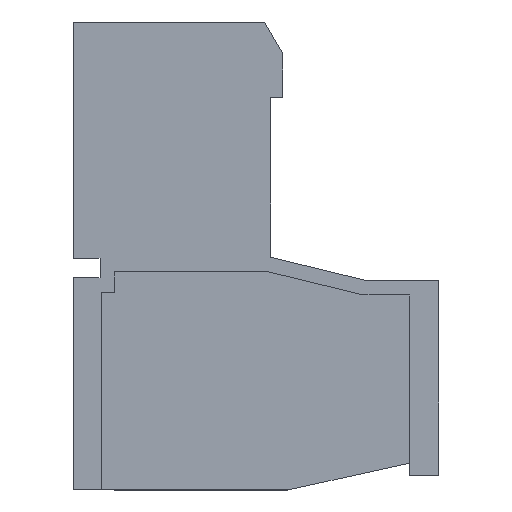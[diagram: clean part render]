
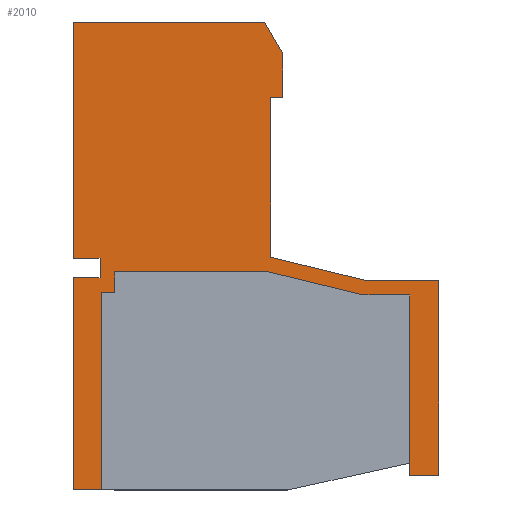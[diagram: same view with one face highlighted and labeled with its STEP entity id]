
A CAD part, left-side view. The second image highlights one B-rep face of the part: STEP entity #2010.
In plain terms, the highlighted planar face has unit normal (-1, 0, 0).
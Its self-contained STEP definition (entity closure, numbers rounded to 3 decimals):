
#2010 = ADVANCED_FACE( '', ( #4074 ), #4075, .F. );
#4074 = FACE_OUTER_BOUND( '', #6202, .T. );
#4075 = PLANE( '', #6203 );
#6202 = EDGE_LOOP( '', ( #11641, #11642, #11643, #11644, #11645, #11646, #11647, #11648, #11649, #11650, #11651, #11652, #11653, #11654, #11655, #11656, #11657, #11658, #11659, #11660, #11661, #11662 ) );
#6203 = AXIS2_PLACEMENT_3D( '', #11663, #11664, #11665 );
#11641 = ORIENTED_EDGE( '', *, *, #14755, .T. );
#11642 = ORIENTED_EDGE( '', *, *, #12996, .T. );
#11643 = ORIENTED_EDGE( '', *, *, #14383, .T. );
#11644 = ORIENTED_EDGE( '', *, *, #14990, .T. );
#11645 = ORIENTED_EDGE( '', *, *, #13867, .T. );
#11646 = ORIENTED_EDGE( '', *, *, #14991, .T. );
#11647 = ORIENTED_EDGE( '', *, *, #14574, .T. );
#11648 = ORIENTED_EDGE( '', *, *, #14406, .T. );
#11649 = ORIENTED_EDGE( '', *, *, #12882, .T. );
#11650 = ORIENTED_EDGE( '', *, *, #14359, .T. );
#11651 = ORIENTED_EDGE( '', *, *, #14129, .T. );
#11652 = ORIENTED_EDGE( '', *, *, #13586, .T. );
#11653 = ORIENTED_EDGE( '', *, *, #14780, .T. );
#11654 = ORIENTED_EDGE( '', *, *, #14645, .T. );
#11655 = ORIENTED_EDGE( '', *, *, #14235, .T. );
#11656 = ORIENTED_EDGE( '', *, *, #12749, .T. );
#11657 = ORIENTED_EDGE( '', *, *, #12941, .T. );
#11658 = ORIENTED_EDGE( '', *, *, #14992, .T. );
#11659 = ORIENTED_EDGE( '', *, *, #14993, .T. );
#11660 = ORIENTED_EDGE( '', *, *, #14994, .T. );
#11661 = ORIENTED_EDGE( '', *, *, #14165, .T. );
#11662 = ORIENTED_EDGE( '', *, *, #14037, .T. );
#11663 = CARTESIAN_POINT( '', ( -22.81, 0., 0. ) );
#11664 = DIRECTION( '', ( 1., 0., 0. ) );
#11665 = DIRECTION( '', ( 0., 0., -1. ) );
#12749 = EDGE_CURVE( '', #15169, #15170, #15171, .T. );
#12882 = EDGE_CURVE( '', #15413, #15414, #15415, .T. );
#12941 = EDGE_CURVE( '', #15170, #15519, #15521, .T. );
#12996 = EDGE_CURVE( '', #15626, #15624, #15627, .T. );
#13586 = EDGE_CURVE( '', #16635, #16636, #16637, .T. );
#13867 = EDGE_CURVE( '', #17079, #17080, #17081, .T. );
#14037 = EDGE_CURVE( '', #17346, #17347, #17348, .T. );
#14129 = EDGE_CURVE( '', #17477, #16635, #17478, .T. );
#14165 = EDGE_CURVE( '', #17525, #17346, #17526, .T. );
#14235 = EDGE_CURVE( '', #17623, #15169, #17624, .T. );
#14359 = EDGE_CURVE( '', #15414, #17477, #17799, .T. );
#14383 = EDGE_CURVE( '', #15624, #17832, #17833, .T. );
#14406 = EDGE_CURVE( '', #17864, #15413, #17865, .T. );
#14574 = EDGE_CURVE( '', #18089, #17864, #18090, .T. );
#14645 = EDGE_CURVE( '', #18175, #17623, #18176, .T. );
#14755 = EDGE_CURVE( '', #17347, #15626, #18309, .T. );
#14780 = EDGE_CURVE( '', #16636, #18175, #18337, .T. );
#14990 = EDGE_CURVE( '', #17832, #17079, #18571, .T. );
#14991 = EDGE_CURVE( '', #17080, #18089, #18572, .T. );
#14992 = EDGE_CURVE( '', #15519, #18573, #18574, .T. );
#14993 = EDGE_CURVE( '', #18573, #18575, #18576, .T. );
#14994 = EDGE_CURVE( '', #18575, #17525, #18577, .T. );
#15169 = VERTEX_POINT( '', #18759 );
#15170 = VERTEX_POINT( '', #18760 );
#15171 = LINE( '', #18761, #18762 );
#15413 = VERTEX_POINT( '', #19111 );
#15414 = VERTEX_POINT( '', #19112 );
#15415 = LINE( '', #19113, #19114 );
#15519 = VERTEX_POINT( '', #19266 );
#15521 = LINE( '', #19269, #19270 );
#15624 = VERTEX_POINT( '', #19418 );
#15626 = VERTEX_POINT( '', #19421 );
#15627 = LINE( '', #19422, #19423 );
#16635 = VERTEX_POINT( '', #20891 );
#16636 = VERTEX_POINT( '', #20892 );
#16637 = LINE( '', #20893, #20894 );
#17079 = VERTEX_POINT( '', #21542 );
#17080 = VERTEX_POINT( '', #21543 );
#17081 = LINE( '', #21544, #21545 );
#17346 = VERTEX_POINT( '', #21941 );
#17347 = VERTEX_POINT( '', #21942 );
#17348 = LINE( '', #21943, #21944 );
#17477 = VERTEX_POINT( '', #22132 );
#17478 = LINE( '', #22133, #22134 );
#17525 = VERTEX_POINT( '', #22203 );
#17526 = LINE( '', #22204, #22205 );
#17623 = VERTEX_POINT( '', #22347 );
#17624 = LINE( '', #22348, #22349 );
#17799 = LINE( '', #22622, #22623 );
#17832 = VERTEX_POINT( '', #22671 );
#17833 = LINE( '', #22672, #22673 );
#17864 = VERTEX_POINT( '', #22719 );
#17865 = LINE( '', #22720, #22721 );
#18089 = VERTEX_POINT( '', #23044 );
#18090 = LINE( '', #23045, #23046 );
#18175 = VERTEX_POINT( '', #23165 );
#18176 = LINE( '', #23166, #23167 );
#18309 = LINE( '', #23370, #23371 );
#18337 = LINE( '', #23412, #23413 );
#18571 = LINE( '', #23755, #23756 );
#18572 = LINE( '', #23757, #23758 );
#18573 = VERTEX_POINT( '', #23759 );
#18574 = LINE( '', #23760, #23761 );
#18575 = VERTEX_POINT( '', #23762 );
#18576 = LINE( '', #23763, #23764 );
#18577 = LINE( '', #23765, #23766 );
#18759 = CARTESIAN_POINT( '', ( -22.81, 3.925, -0.85 ) );
#18760 = CARTESIAN_POINT( '', ( -22.81, 3.925, -9.55 ) );
#18761 = CARTESIAN_POINT( '', ( -22.81, 3.925, -0.85 ) );
#18762 = VECTOR( '', #24004, 1000. );
#19111 = CARTESIAN_POINT( '', ( -22.81, -4.675, 6.55 ) );
#19112 = CARTESIAN_POINT( '', ( -22.81, -4.675, 8.35 ) );
#19113 = CARTESIAN_POINT( '', ( -22.81, -4.675, 6.55 ) );
#19114 = VECTOR( '', #24127, 1000. );
#19266 = CARTESIAN_POINT( '', ( -22.81, 2.775, -9.55 ) );
#19269 = CARTESIAN_POINT( '', ( -22.81, 3.925, -9.55 ) );
#19270 = VECTOR( '', #24177, 1000. );
#19418 = CARTESIAN_POINT( '', ( -22.81, -9.875, -8.95 ) );
#19421 = CARTESIAN_POINT( '', ( -22.81, -9.875, -1.55 ) );
#19422 = CARTESIAN_POINT( '', ( -22.81, -9.875, -8.95 ) );
#19423 = VECTOR( '', #24239, 1000. );
#20891 = CARTESIAN_POINT( '', ( -22.81, 3.925, 9.65 ) );
#20892 = CARTESIAN_POINT( '', ( -22.81, 3.925, -0.05 ) );
#20893 = CARTESIAN_POINT( '', ( -22.81, 3.925, 9.65 ) );
#20894 = VECTOR( '', #24783, 1000. );
#21542 = CARTESIAN_POINT( '', ( -22.81, -11.075, -0.95 ) );
#21543 = CARTESIAN_POINT( '', ( -22.81, -8.075, -0.95 ) );
#21544 = CARTESIAN_POINT( '', ( -22.81, -11.075, -0.95 ) );
#21545 = VECTOR( '', #25035, 1000. );
#21941 = CARTESIAN_POINT( '', ( -22.81, -4.103, -0.6 ) );
#21942 = CARTESIAN_POINT( '', ( -22.81, -8.003, -1.55 ) );
#21943 = CARTESIAN_POINT( '', ( -22.81, -4.103, -0.6 ) );
#21944 = VECTOR( '', #25191, 1000. );
#22132 = CARTESIAN_POINT( '', ( -22.81, -3.925, 9.65 ) );
#22133 = CARTESIAN_POINT( '', ( -22.81, -3.925, 9.65 ) );
#22134 = VECTOR( '', #25278, 1000. );
#22203 = CARTESIAN_POINT( '', ( -22.81, 2.225, -0.6 ) );
#22204 = CARTESIAN_POINT( '', ( -22.81, 2.225, -0.6 ) );
#22205 = VECTOR( '', #25310, 1000. );
#22347 = CARTESIAN_POINT( '', ( -22.81, 2.825, -0.85 ) );
#22348 = CARTESIAN_POINT( '', ( -22.81, 2.825, -0.85 ) );
#22349 = VECTOR( '', #25368, 1000. );
#22622 = CARTESIAN_POINT( '', ( -22.81, -4.675, 8.35 ) );
#22623 = VECTOR( '', #25479, 1000. );
#22671 = CARTESIAN_POINT( '', ( -22.81, -11.075, -8.95 ) );
#22672 = CARTESIAN_POINT( '', ( -22.81, -11.075, -8.95 ) );
#22673 = VECTOR( '', #25498, 1000. );
#22719 = CARTESIAN_POINT( '', ( -22.81, -4.175, 6.55 ) );
#22720 = CARTESIAN_POINT( '', ( -22.81, -4.175, 6.55 ) );
#22721 = VECTOR( '', #25514, 1000. );
#23044 = CARTESIAN_POINT( '', ( -22.81, -4.175, 0. ) );
#23045 = CARTESIAN_POINT( '', ( -22.81, -4.175, 0. ) );
#23046 = VECTOR( '', #25665, 1000. );
#23165 = CARTESIAN_POINT( '', ( -22.81, 2.825, -0.05 ) );
#23166 = CARTESIAN_POINT( '', ( -22.81, 2.825, -0.05 ) );
#23167 = VECTOR( '', #25718, 1000. );
#23370 = CARTESIAN_POINT( '', ( -22.81, -8.003, -1.55 ) );
#23371 = VECTOR( '', #25803, 1000. );
#23412 = CARTESIAN_POINT( '', ( -22.81, 3.925, -0.05 ) );
#23413 = VECTOR( '', #25820, 1000. );
#23755 = CARTESIAN_POINT( '', ( -22.81, -11.075, -8.95 ) );
#23756 = VECTOR( '', #25932, 1000. );
#23757 = CARTESIAN_POINT( '', ( -22.81, -8.075, -0.95 ) );
#23758 = VECTOR( '', #25933, 1000. );
#23759 = CARTESIAN_POINT( '', ( -22.81, 2.775, -1.45 ) );
#23760 = CARTESIAN_POINT( '', ( -22.81, 2.775, -9.55 ) );
#23761 = VECTOR( '', #25934, 1000. );
#23762 = CARTESIAN_POINT( '', ( -22.81, 2.225, -1.45 ) );
#23763 = CARTESIAN_POINT( '', ( -22.81, 2.775, -1.45 ) );
#23764 = VECTOR( '', #25935, 1000. );
#23765 = CARTESIAN_POINT( '', ( -22.81, 2.225, -1.45 ) );
#23766 = VECTOR( '', #25936, 1000. );
#24004 = DIRECTION( '', ( 0., 0., -1. ) );
#24127 = DIRECTION( '', ( 0., 0., 1. ) );
#24177 = DIRECTION( '', ( 0., -1., 0. ) );
#24239 = DIRECTION( '', ( 0., 0., -1. ) );
#24783 = DIRECTION( '', ( 0., 0., -1. ) );
#25035 = DIRECTION( '', ( 0., 1., 0. ) );
#25191 = DIRECTION( '', ( 0., -0.972, -0.237 ) );
#25278 = DIRECTION( '', ( 0., 1., 0. ) );
#25310 = DIRECTION( '', ( 0., -1., 0. ) );
#25368 = DIRECTION( '', ( 0., 1., 0. ) );
#25479 = DIRECTION( '', ( 0., 0.5, 0.866 ) );
#25498 = DIRECTION( '', ( 0., -1., 0. ) );
#25514 = DIRECTION( '', ( 0., -1., 0. ) );
#25665 = DIRECTION( '', ( 0., 0., 1. ) );
#25718 = DIRECTION( '', ( 0., 0., -1. ) );
#25803 = DIRECTION( '', ( 0., -1., 0. ) );
#25820 = DIRECTION( '', ( 0., -1., 0. ) );
#25932 = DIRECTION( '', ( 0., 0., 1. ) );
#25933 = DIRECTION( '', ( 0., 0.972, 0.237 ) );
#25934 = DIRECTION( '', ( 0., 0., 1. ) );
#25935 = DIRECTION( '', ( 0., -1., 0. ) );
#25936 = DIRECTION( '', ( 0., 0., 1. ) );
